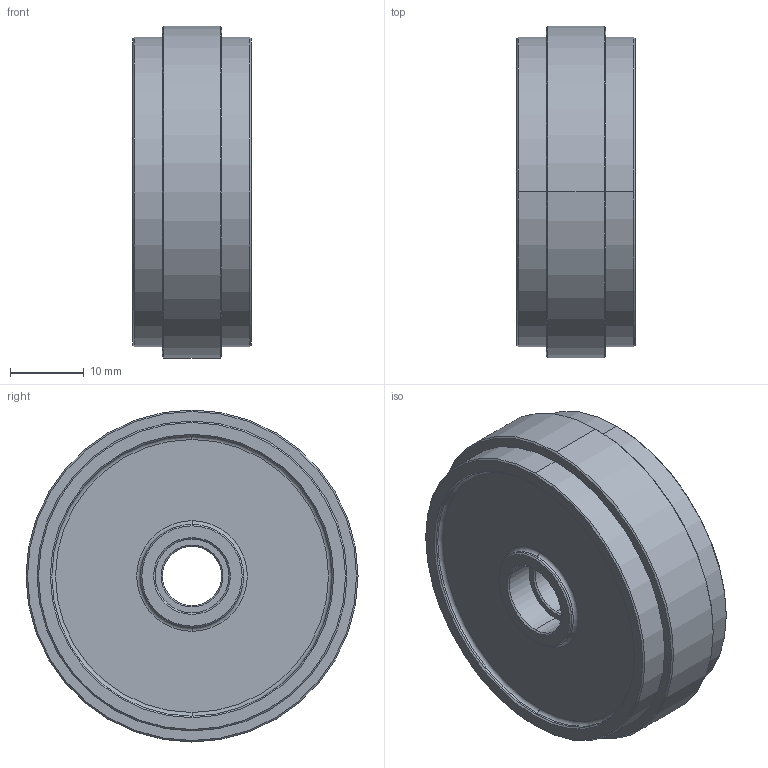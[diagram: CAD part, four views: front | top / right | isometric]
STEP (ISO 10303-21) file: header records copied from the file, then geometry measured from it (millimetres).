
FILE_DESCRIPTION (( 'STEP AP214' ), '1' );
FILE_NAME ('CH_ROUE_LIBRE.STEP', '2021-05-31T20:31:43', ( 'Maxime' ), ( '' ), 'SwSTEP 2.0', 'SolidWorks 2020', '' );
FILE_SCHEMA (( 'AUTOMOTIVE_DESIGN' ));
Length unit declared in the file: millimetre
Products named in the file (1): CH_ROUE_LIBRE
Bounding box: 16 x 45 x 45 mm (x, y, z)
Volume: 20814 mm3; surface area: 5860.3 mm2
Topology: 1 solids, 1 shells, 62 faces, 124 edges, 72 vertices
Faces by surface type: cone 24, cylinder 20, plane 10, torus 8
Entity records: 1650 total; most frequent: DIRECTION 330, CARTESIAN_POINT 259, ORIENTED_EDGE 248, AXIS2_PLACEMENT_3D 143, EDGE_CURVE 124, CIRCLE 80, EDGE_LOOP 72, VERTEX_POINT 72
